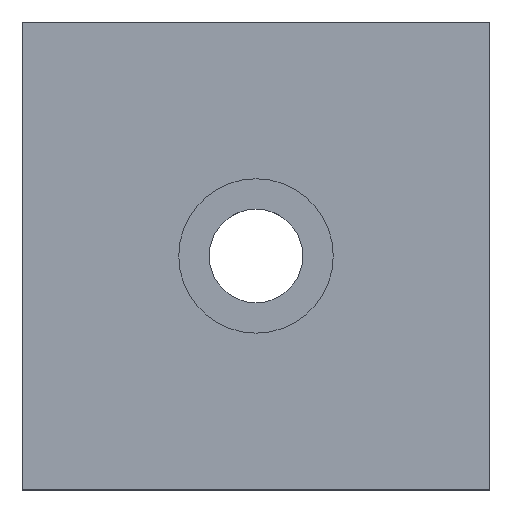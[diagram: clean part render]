
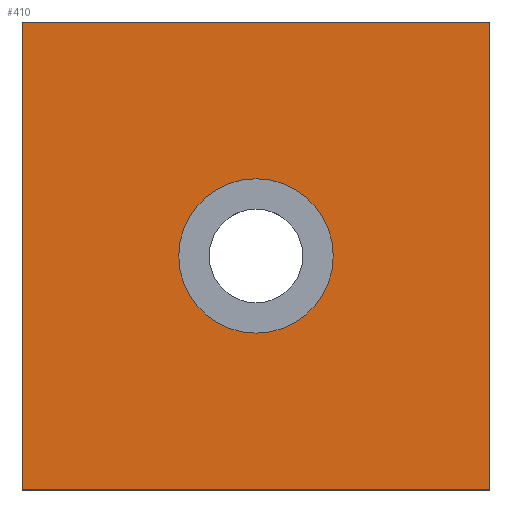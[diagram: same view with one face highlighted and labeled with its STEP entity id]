
A CAD part, top view. The second image highlights one B-rep face of the part: STEP entity #410.
In plain terms, the highlighted planar face has unit normal (0, 0, 1).
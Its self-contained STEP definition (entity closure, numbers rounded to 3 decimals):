
#172=CARTESIAN_POINT('',(-16.5,0.0,10.0));
#173=VERTEX_POINT('',#172);
#182=CARTESIAN_POINT('',(16.5,0.,10.0));
#183=VERTEX_POINT('',#182);
#184=CARTESIAN_POINT('',(0.0,0.0,10.0));
#185=DIRECTION('',(0.0,0.0,-1.0));
#186=DIRECTION('',(-1.0,0.0,0.0));
#187=AXIS2_PLACEMENT_3D('',#184,#185,#186);
#188=CIRCLE('',#187,16.5);
#189=EDGE_CURVE('',#183,#173,#188,.T.);
#243=CARTESIAN_POINT('',(0.0,0.0,10.0));
#244=DIRECTION('',(0.0,0.0,-1.0));
#245=DIRECTION('',(-1.0,0.0,0.0));
#246=AXIS2_PLACEMENT_3D('',#243,#244,#245);
#247=CIRCLE('',#246,16.5);
#248=EDGE_CURVE('',#173,#183,#247,.T.);
#276=CARTESIAN_POINT('',(-50.0,50.0,10.0));
#277=VERTEX_POINT('',#276);
#278=CARTESIAN_POINT('',(50.0,50.0,10.0));
#279=VERTEX_POINT('',#278);
#280=CARTESIAN_POINT('',(-50.0,50.0,10.0));
#281=DIRECTION('',(1.0,0.0,0.0));
#282=VECTOR('',#281,100.0);
#283=LINE('',#280,#282);
#284=EDGE_CURVE('',#277,#279,#283,.T.);
#316=CARTESIAN_POINT('',(50.0,-50.0,10.0));
#317=VERTEX_POINT('',#316);
#318=CARTESIAN_POINT('',(50.0,50.0,10.0));
#319=DIRECTION('',(0.0,-1.0,0.0));
#320=VECTOR('',#319,100.0);
#321=LINE('',#318,#320);
#322=EDGE_CURVE('',#279,#317,#321,.T.);
#347=CARTESIAN_POINT('',(-50.0,-50.0,10.0));
#348=VERTEX_POINT('',#347);
#349=CARTESIAN_POINT('',(50.0,-50.0,10.0));
#350=DIRECTION('',(-1.0,0.0,0.0));
#351=VECTOR('',#350,100.0);
#352=LINE('',#349,#351);
#353=EDGE_CURVE('',#317,#348,#352,.T.);
#378=CARTESIAN_POINT('',(-50.0,-50.0,10.0));
#379=DIRECTION('',(0.0,1.0,0.0));
#380=VECTOR('',#379,100.0);
#381=LINE('',#378,#380);
#382=EDGE_CURVE('',#348,#277,#381,.T.);
#395=CARTESIAN_POINT('',(-50.0,50.0,10.0));
#396=DIRECTION('',(0.0,0.0,-1.0));
#397=DIRECTION('',(-1.0,0.0,0.0));
#398=AXIS2_PLACEMENT_3D('',#395,#396,#397);
#399=PLANE('',#398);
#400=ORIENTED_EDGE('',*,*,#284,.F.);
#401=ORIENTED_EDGE('',*,*,#382,.F.);
#402=ORIENTED_EDGE('',*,*,#353,.F.);
#403=ORIENTED_EDGE('',*,*,#322,.F.);
#404=EDGE_LOOP('',(#400,#401,#402,#403));
#405=FACE_OUTER_BOUND('',#404,.T.);
#406=ORIENTED_EDGE('',*,*,#248,.T.);
#407=ORIENTED_EDGE('',*,*,#189,.T.);
#408=EDGE_LOOP('',(#406,#407));
#409=FACE_BOUND('',#408,.T.);
#410=ADVANCED_FACE('',(#405,#409),#399,.F.);
